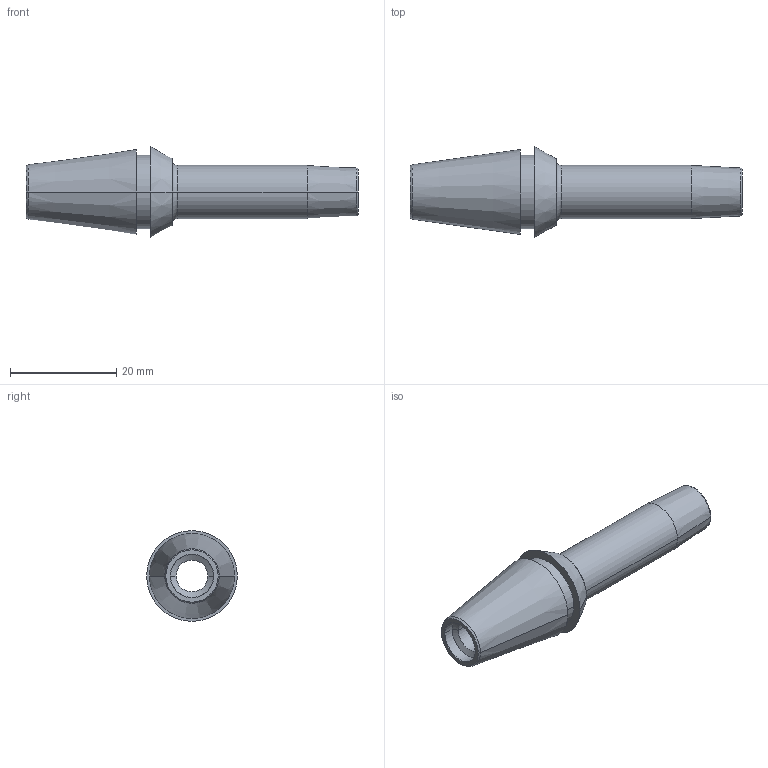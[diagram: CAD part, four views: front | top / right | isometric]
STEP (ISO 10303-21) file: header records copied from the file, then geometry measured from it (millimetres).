
FILE_DESCRIPTION((''),'2;1');
FILE_NAME('LAN_ER16_PROTOTYP_A35_D6','2017-11-30T',('Jon'),(''),'CREO PARAMETRIC BY PTC INC, 2016260','CREO PARAMETRIC BY PTC INC, 2016260','');
FILE_SCHEMA(('CONFIG_CONTROL_DESIGN'));
Length unit declared in the file: millimetre
Products named in the file (1): LAN_ER16_PROTOTYP_A35_D6
Bounding box: 62.5 x 17.08 x 17.08 mm (x, y, z)
Volume: 4798.1 mm3; surface area: 3704.9 mm2
Topology: 1 solids, 1 shells, 29 faces, 58 edges, 34 vertices
Faces by surface type: cone 12, cylinder 8, plane 5, torus 4
Entity records: 800 total; most frequent: DIRECTION 154, CARTESIAN_POINT 121, ORIENTED_EDGE 116, AXIS2_PLACEMENT_3D 67, EDGE_CURVE 58, CIRCLE 38, VERTEX_POINT 34, EDGE_LOOP 34
